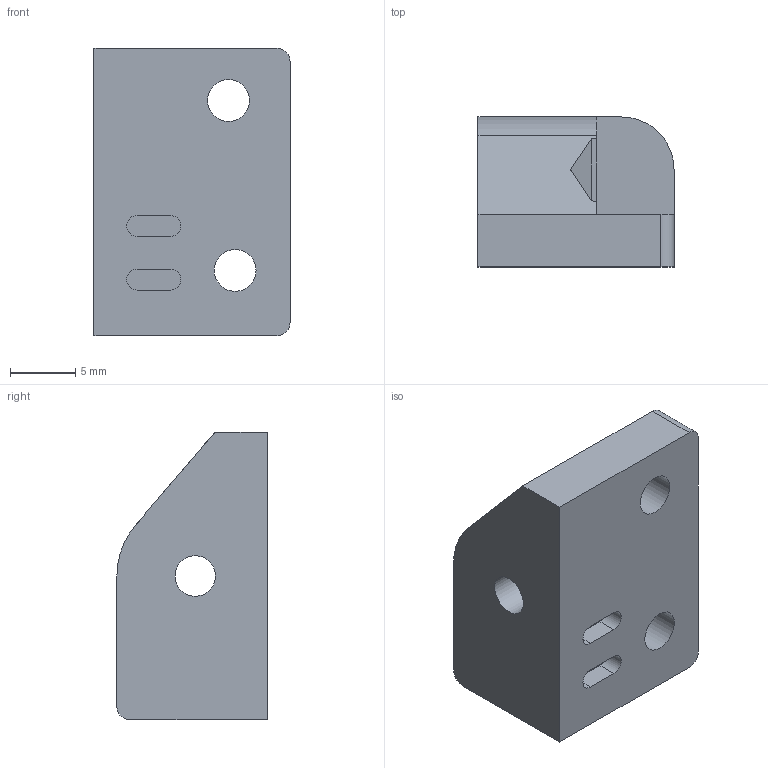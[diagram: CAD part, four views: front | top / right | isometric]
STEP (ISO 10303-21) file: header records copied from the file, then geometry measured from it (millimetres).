
FILE_DESCRIPTION(/* description */ (''),/* implementation_level */ '2;1');
FILE_NAME(/* name */ 'Wheel support mirror 4.02.step',/* time_stamp */ '2023-10-27T15:36:21-04:00',/* author */ (''),/* organization */ (''),/* preprocessor_version */ 'ST-DEVELOPER v20',/* originating_system */ 'Autodesk Translation Framework v12.14.0.127',/* authorisation */ '');
FILE_SCHEMA (('AUTOMOTIVE_DESIGN { 1 0 10303 214 3 1 1 }'));
Length unit declared in the file: millimetre
Products named in the file (1): Wheel support mirror 4.02
Bounding box: 15 x 11.5 x 22 mm (x, y, z)
Volume: 2264.5 mm3; surface area: 1590.4 mm2
Topology: 1 solids, 1 shells, 44 faces, 117 edges, 77 vertices
Faces by surface type: plane 31, cylinder 12, torus 1
Full cylindrical faces by diameter (mm): 3.1 x1, 3.2 x2
Entity records: 1407 total; most frequent: CARTESIAN_POINT 239, ORIENTED_EDGE 234, DIRECTION 232, EDGE_CURVE 117, LINE 92, VECTOR 92, VERTEX_POINT 77, AXIS2_PLACEMENT_3D 70
